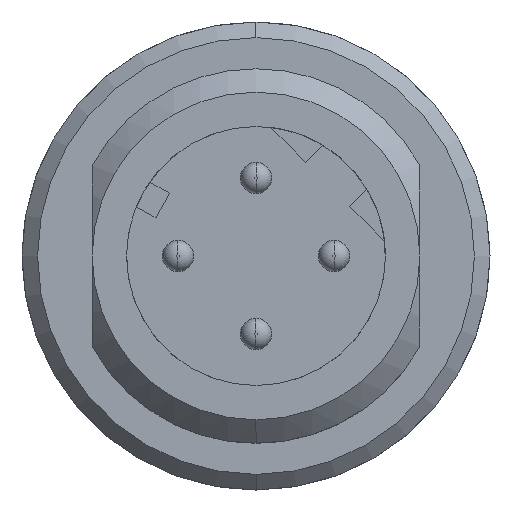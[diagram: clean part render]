
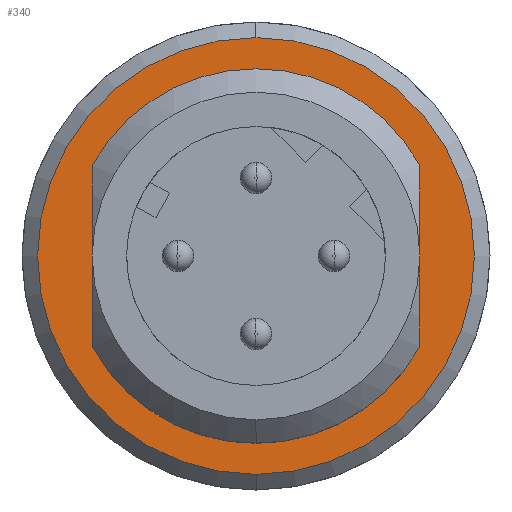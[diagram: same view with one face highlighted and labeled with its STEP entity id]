
A CAD part, left-side view. The second image highlights one B-rep face of the part: STEP entity #340.
In plain terms, the highlighted planar face has unit normal (-1, 0, 0).
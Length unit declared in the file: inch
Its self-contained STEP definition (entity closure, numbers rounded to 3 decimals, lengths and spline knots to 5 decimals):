
#20 = CARTESIAN_POINT ( 'NONE',  ( -0.30315, 0.20669, 0.11436 ) ) ;
#34 = CARTESIAN_POINT ( 'NONE',  ( -0.30315, 0., 0. ) ) ;
#194 = EDGE_CURVE ( 'NONE', #1155, #3273, #249, .T. ) ;
#223 = DIRECTION ( 'NONE',  ( 0., 0., -1. ) ) ;
#249 = LINE ( 'NONE', #1955, #704 ) ;
#340 = ADVANCED_FACE ( 'NONE', ( #766, #600 ), #1663, .T. ) ;
#347 = DIRECTION ( 'NONE',  ( 0., 0., 1. ) ) ;
#368 = EDGE_CURVE ( 'NONE', #1901, #1325, #883, .T. ) ;
#387 = DIRECTION ( 'NONE',  ( 0., 0., 1. ) ) ;
#501 = EDGE_CURVE ( 'NONE', #942, #1901, #2992, .T. ) ;
#600 = FACE_OUTER_BOUND ( 'NONE', #2936, .T. ) ;
#613 = CARTESIAN_POINT ( 'NONE',  ( -0.30315, 0., 0.23622 ) ) ;
#652 = DIRECTION ( 'NONE',  ( 1., 0., 0. ) ) ;
#704 = VECTOR ( 'NONE', #2242, 39.37008 ) ;
#766 = FACE_BOUND ( 'NONE', #2348, .T. ) ;
#805 = CARTESIAN_POINT ( 'NONE',  ( -0.30315, -0.20669, 0. ) ) ;
#869 = DIRECTION ( 'NONE',  ( 1., 0., 0. ) ) ;
#883 = LINE ( 'NONE', #805, #1169 ) ;
#897 = CARTESIAN_POINT ( 'NONE',  ( -0.30315, 0., 0.27559 ) ) ;
#928 = VERTEX_POINT ( 'NONE', #897 ) ;
#942 = VERTEX_POINT ( 'NONE', #613 ) ;
#1005 = AXIS2_PLACEMENT_3D ( 'NONE', #34, #869, #3174 ) ;
#1055 = CARTESIAN_POINT ( 'NONE',  ( -0.30315, 0., -0.27559 ) ) ;
#1059 = DIRECTION ( 'NONE',  ( 0., 0., 1. ) ) ;
#1079 = CARTESIAN_POINT ( 'NONE',  ( -0.30315, -0.20669, 0.11436 ) ) ;
#1155 = VERTEX_POINT ( 'NONE', #1957 ) ;
#1167 = ORIENTED_EDGE ( 'NONE', *, *, #368, .T. ) ;
#1169 = VECTOR ( 'NONE', #3351, 39.37008 ) ;
#1325 = VERTEX_POINT ( 'NONE', #3058 ) ;
#1339 = ORIENTED_EDGE ( 'NONE', *, *, #194, .T. ) ;
#1345 = AXIS2_PLACEMENT_3D ( 'NONE', #2087, #652, #3203 ) ;
#1414 = CARTESIAN_POINT ( 'NONE',  ( -0.30315, 0., 0. ) ) ;
#1481 = AXIS2_PLACEMENT_3D ( 'NONE', #1414, #3739, #223 ) ;
#1513 = ORIENTED_EDGE ( 'NONE', *, *, #2060, .T. ) ;
#1571 = EDGE_CURVE ( 'NONE', #3366, #928, #3602, .T. ) ;
#1654 = AXIS2_PLACEMENT_3D ( 'NONE', #1936, #3078, #1059 ) ;
#1663 = PLANE ( 'NONE',  #1654 ) ;
#1864 = AXIS2_PLACEMENT_3D ( 'NONE', #2091, #2036, #387 ) ;
#1901 = VERTEX_POINT ( 'NONE', #1079 ) ;
#1931 = CIRCLE ( 'NONE', #1864, 0.23622 ) ;
#1936 = CARTESIAN_POINT ( 'NONE',  ( -0.30315, 0.25591, 0. ) ) ;
#1955 = CARTESIAN_POINT ( 'NONE',  ( -0.30315, 0.20669, 0. ) ) ;
#1957 = CARTESIAN_POINT ( 'NONE',  ( -0.30315, 0.20669, -0.11436 ) ) ;
#2036 = DIRECTION ( 'NONE',  ( 1., 0., 0. ) ) ;
#2060 = EDGE_CURVE ( 'NONE', #3273, #942, #2460, .T. ) ;
#2087 = CARTESIAN_POINT ( 'NONE',  ( -0.30315, 0., 0. ) ) ;
#2091 = CARTESIAN_POINT ( 'NONE',  ( -0.30315, 0., 0. ) ) ;
#2242 = DIRECTION ( 'NONE',  ( 0., 0., 1. ) ) ;
#2258 = CIRCLE ( 'NONE', #1345, 0.27559 ) ;
#2348 = EDGE_LOOP ( 'NONE', ( #2433, #1339, #1513, #3168, #1167 ) ) ;
#2433 = ORIENTED_EDGE ( 'NONE', *, *, #3656, .T. ) ;
#2460 = CIRCLE ( 'NONE', #1005, 0.23622 ) ;
#2512 = ORIENTED_EDGE ( 'NONE', *, *, #1571, .F. ) ;
#2560 = ORIENTED_EDGE ( 'NONE', *, *, #2818, .F. ) ;
#2818 = EDGE_CURVE ( 'NONE', #928, #3366, #2258, .T. ) ;
#2936 = EDGE_LOOP ( 'NONE', ( #2512, #2560 ) ) ;
#2992 = CIRCLE ( 'NONE', #3466, 0.23622 ) ;
#3058 = CARTESIAN_POINT ( 'NONE',  ( -0.30315, -0.20669, -0.11436 ) ) ;
#3078 = DIRECTION ( 'NONE',  ( -1., 0., 0. ) ) ;
#3168 = ORIENTED_EDGE ( 'NONE', *, *, #501, .T. ) ;
#3174 = DIRECTION ( 'NONE',  ( 0., 0., 1. ) ) ;
#3203 = DIRECTION ( 'NONE',  ( 0., 0., -1. ) ) ;
#3247 = CARTESIAN_POINT ( 'NONE',  ( -0.30315, 0., 0. ) ) ;
#3273 = VERTEX_POINT ( 'NONE', #20 ) ;
#3283 = DIRECTION ( 'NONE',  ( 1., 0., 0. ) ) ;
#3351 = DIRECTION ( 'NONE',  ( 0., 0., -1. ) ) ;
#3366 = VERTEX_POINT ( 'NONE', #1055 ) ;
#3466 = AXIS2_PLACEMENT_3D ( 'NONE', #3247, #3283, #347 ) ;
#3602 = CIRCLE ( 'NONE', #1481, 0.27559 ) ;
#3656 = EDGE_CURVE ( 'NONE', #1325, #1155, #1931, .T. ) ;
#3739 = DIRECTION ( 'NONE',  ( 1., 0., 0. ) ) ;
